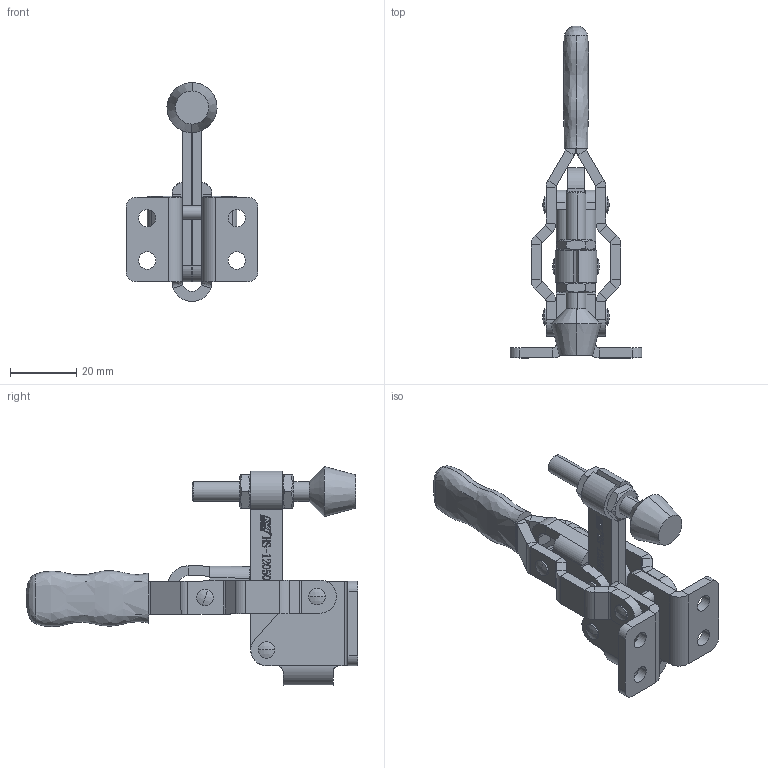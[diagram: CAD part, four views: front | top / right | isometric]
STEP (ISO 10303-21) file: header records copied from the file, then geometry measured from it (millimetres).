
FILE_DESCRIPTION (( 'STEP AP203' ), '1' );
FILE_NAME ('HS-12050装配体.STEP', '2018-12-07T00:52:33', ( 'PCOS' ), ( '微软中国' ), 'SwSTEP 2.0', 'SolidWorks 2012', '' );
FILE_SCHEMA (( 'CONFIG_CONTROL_DESIGN' ));
Length unit declared in the file: millimetre
Products named in the file (11): HS-12050蚾饜极; 忒參1; 酗种; 傻种; hex thin nuts-grades ab-chamfered gb_GB_FASTENER_NUT_STNAB M6-N; hexagon head bolts-full thread gb_GB_FASTENER_BOLT_STBAB A M6X40-C; 揤輸; 埴陑揤參; 忒梟; 蟀裝; 楊擘菁釱
Assembly tree (15 placements, depth 2):
  HS-12050蚾饜极
    楊擘菁釱
    蟀裝
    忒梟  x2
    埴陑揤參  x2
    揤輸
    hexagon head bolts-full thread gb_GB_FASTENER_BOLT_STBAB A M6X40-C
    hex thin nuts-grades ab-chamfered gb_GB_FASTENER_NUT_STNAB M6-N  x2
    傻种  x2
    酗种  x2
    忒參1
Bounding box: 39.7 x 99.85 x 65.88 mm (x, y, z)
Volume: 22573.7 mm3; surface area: 21434.9 mm2
Topology: 15 solids, 15 shells, 1074 faces, 2781 edges, 1802 vertices
Faces by surface type: plane 541, bspline 275, cylinder 212, cone 30, sphere 16
Entity records: 28356 total; most frequent: CARTESIAN_POINT 12640, ORIENTED_EDGE 3188, DIRECTION 2606, EDGE_CURVE 1594, VERTEX_POINT 1028, VECTOR 956, LINE 956, AXIS2_PLACEMENT_3D 825
